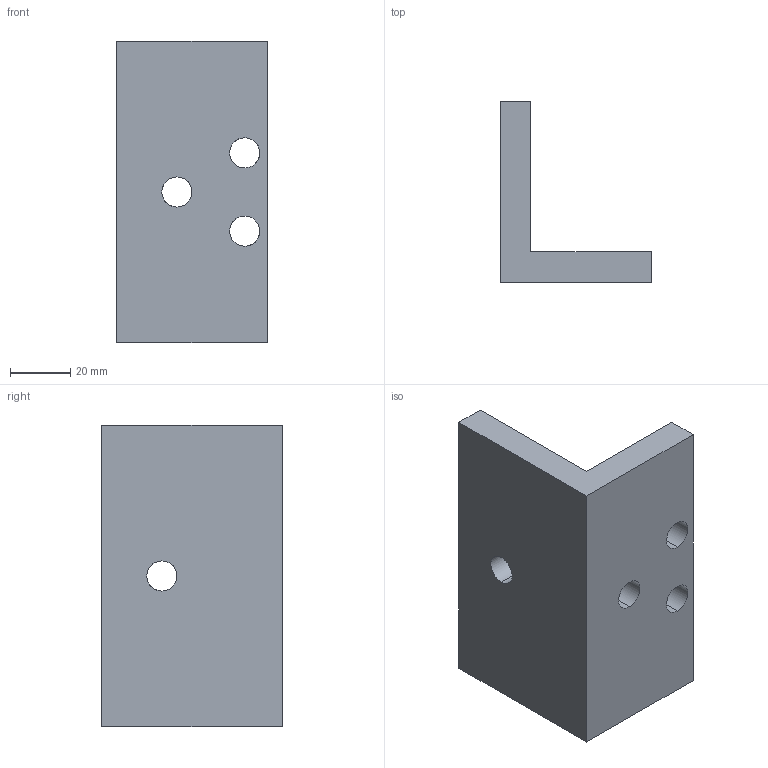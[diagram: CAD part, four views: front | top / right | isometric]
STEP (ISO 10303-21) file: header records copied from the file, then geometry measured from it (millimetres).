
FILE_DESCRIPTION(('CAx Round 4 testing - External References XR1','L-Bracket Piece Part'),'1');
FILE_NAME('xr1-tu-lbr.stp','2000-05-30 T11:51:24',('Steve Yates'),('Theorem Solutions Ltd.'),'THEOREM SOLUTIONS AP214 OUTPUT PROCESSOR 4.0.001','Unigraphics','Tony Ranger');
FILE_SCHEMA(('AUTOMOTIVE_DESIGN { 1 2 10303 214 0 1 1 1 } '));
Length unit declared in the file: millimetre
Products named in the file (1): product_0
Bounding box: 50 x 60 x 100 mm (x, y, z)
Volume: 96858.2 mm3; surface area: 24628.2 mm2
Topology: 1 solids, 1 shells, 16 faces, 42 edges, 28 vertices
Faces by surface type: plane 8, bspline 8
Entity records: 528 total; most frequent: CARTESIAN_POINT 218, ORIENTED_EDGE 84, EDGE_CURVE 42, VERTEX_POINT 28, B_SPLINE_CURVE_WITH_KNOTS 26, EDGE_LOOP 24, DIRECTION 20, FACE_OUTER_BOUND 16
